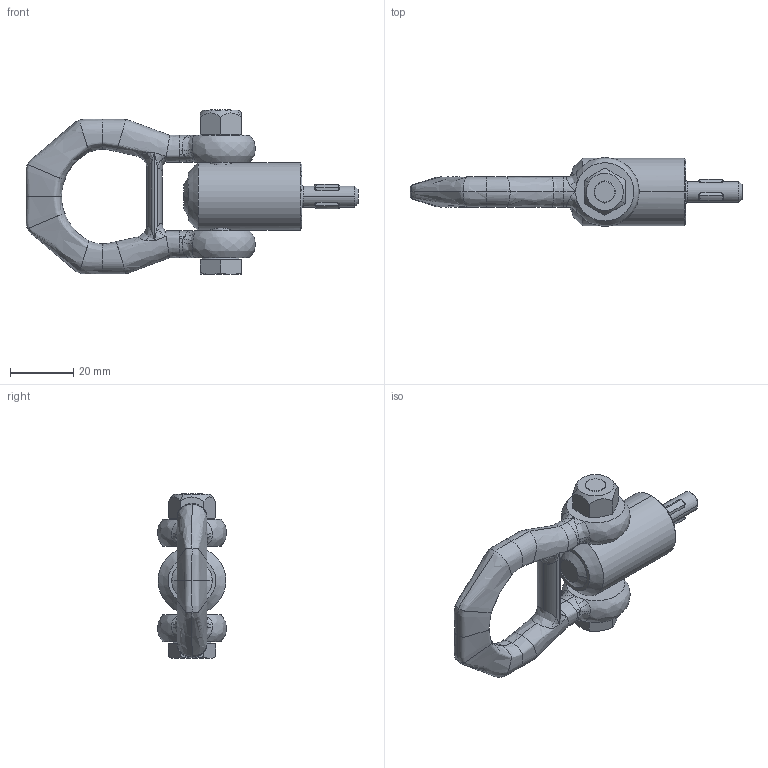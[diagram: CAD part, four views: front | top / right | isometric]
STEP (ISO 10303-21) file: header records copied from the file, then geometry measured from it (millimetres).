
FILE_DESCRIPTION(('STEP AP214'),'1');
FILE_NAME('HALDERN_EH_22352_0008.stp','2020-10-07T06:09:14',('TraceParts'),('TraceParts S.A.'),'Spatial InterOp 3D',' ',' ');
FILE_SCHEMA(('AUTOMOTIVE_DESIGN { 1 0 10303 214 1 1 1 1 }'));
Length unit declared in the file: millimetre
Products named in the file (1): HALDERN_EH_22352_0008_1
Bounding box: 105.25 x 22 x 52.3 mm (x, y, z)
Volume: 30918.4 mm3; surface area: 12725 mm2
Topology: 4 solids, 4 shells, 221 faces, 632 edges, 408 vertices
Faces by surface type: bspline 68, cylinder 67, plane 56, cone 26, torus 4
Entity records: 17001 total; most frequent: CARTESIAN_POINT 9822, ORIENTED_EDGE 1238, DIRECTION 1018, EDGE_CURVE 619, AXIS2_PLACEMENT_3D 413, VERTEX_POINT 408, EDGE_LOOP 233, STYLED_ITEM 225
